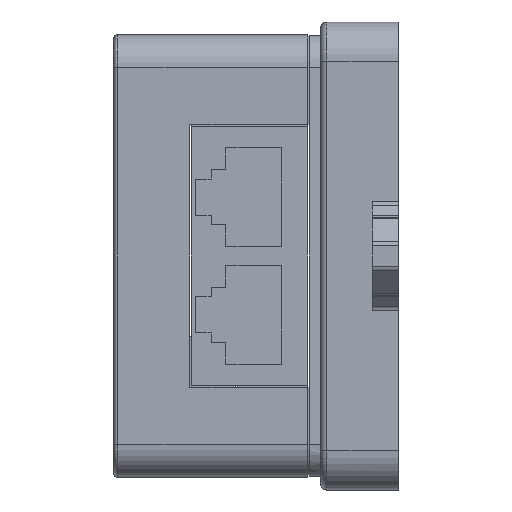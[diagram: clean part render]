
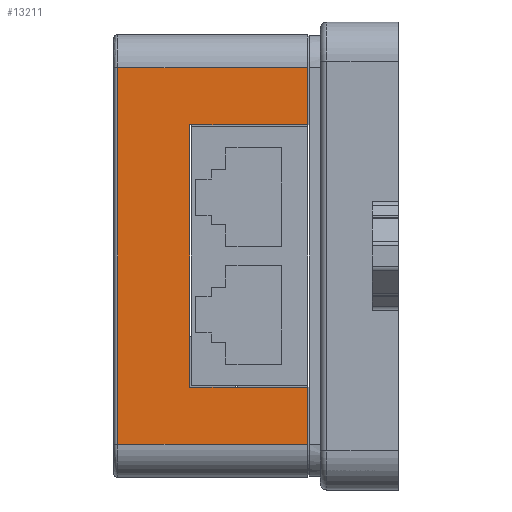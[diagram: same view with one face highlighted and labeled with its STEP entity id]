
A CAD part, left-side view. The second image highlights one B-rep face of the part: STEP entity #13211.
In plain terms, the highlighted planar face has unit normal (-1, 0, 0).
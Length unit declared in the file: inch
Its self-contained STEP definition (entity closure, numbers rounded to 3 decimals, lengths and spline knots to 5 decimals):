
#117 = VECTOR ( 'NONE', #32745, 39.37008 ) ;
#572 = VERTEX_POINT ( 'NONE', #36501 ) ;
#621 = EDGE_CURVE ( 'NONE', #30134, #11343, #15083, .T. ) ;
#2625 = VECTOR ( 'NONE', #13296, 39.37008 ) ;
#3987 = PLANE ( 'NONE',  #5974 ) ;
#4934 = CARTESIAN_POINT ( 'NONE',  ( -2.26378, -1.06299, 0.81496 ) ) ;
#4964 = CARTESIAN_POINT ( 'NONE',  ( -2.26378, 0.91673, 1.16142 ) ) ;
#5974 = AXIS2_PLACEMENT_3D ( 'NONE', #26866, #36831, #36407 ) ;
#6656 = ORIENTED_EDGE ( 'NONE', *, *, #40162, .T. ) ;
#7787 = EDGE_CURVE ( 'NONE', #11343, #21805, #34005, .T. ) ;
#8992 = CARTESIAN_POINT ( 'NONE',  ( -2.26378, 0.90551, 0.24803 ) ) ;
#9236 = LINE ( 'NONE', #25536, #33458 ) ;
#10129 = DIRECTION ( 'NONE',  ( 0., 0., 1. ) ) ;
#10247 = CARTESIAN_POINT ( 'NONE',  ( -2.26378, -0.62992, 0.81496 ) ) ;
#10270 = CARTESIAN_POINT ( 'NONE',  ( -2.26378, -0.90551, 1.16142 ) ) ;
#10763 = CARTESIAN_POINT ( 'NONE',  ( -2.26378, -0.90551, 0. ) ) ;
#10873 = ORIENTED_EDGE ( 'NONE', *, *, #40428, .T. ) ;
#11343 = VERTEX_POINT ( 'NONE', #24946 ) ;
#11728 = DIRECTION ( 'NONE',  ( 0., -1., 0. ) ) ;
#12687 = ORIENTED_EDGE ( 'NONE', *, *, #621, .F. ) ;
#12709 = VERTEX_POINT ( 'NONE', #38947 ) ;
#12762 = CARTESIAN_POINT ( 'NONE',  ( -2.26378, -0.62992, 0.24803 ) ) ;
#12852 = VERTEX_POINT ( 'NONE', #32346 ) ;
#13163 = VECTOR ( 'NONE', #11728, 39.37008 ) ;
#13211 = ADVANCED_FACE ( 'NONE', ( #13726 ), #3987, .T. ) ;
#13296 = DIRECTION ( 'NONE',  ( 0., -1., 0. ) ) ;
#13303 = EDGE_CURVE ( 'NONE', #26629, #572, #33230, .T. ) ;
#13726 = FACE_OUTER_BOUND ( 'NONE', #32369, .T. ) ;
#14537 = ORIENTED_EDGE ( 'NONE', *, *, #7787, .F. ) ;
#14884 = CARTESIAN_POINT ( 'NONE',  ( -2.26378, -0.62992, 0. ) ) ;
#15083 = LINE ( 'NONE', #21648, #16544 ) ;
#15872 = ORIENTED_EDGE ( 'NONE', *, *, #31555, .T. ) ;
#15992 = VECTOR ( 'NONE', #27813, 39.37008 ) ;
#16544 = VECTOR ( 'NONE', #31618, 39.37008 ) ;
#17041 = CARTESIAN_POINT ( 'NONE',  ( -2.26378, 0.62992, 0. ) ) ;
#17384 = ORIENTED_EDGE ( 'NONE', *, *, #31492, .T. ) ;
#17844 = VECTOR ( 'NONE', #10129, 39.37008 ) ;
#20207 = EDGE_CURVE ( 'NONE', #12852, #12709, #20222, .T. ) ;
#20222 = LINE ( 'NONE', #17041, #117 ) ;
#21648 = CARTESIAN_POINT ( 'NONE',  ( -2.26378, 0.90551, 0. ) ) ;
#21805 = VERTEX_POINT ( 'NONE', #10270 ) ;
#22214 = ORIENTED_EDGE ( 'NONE', *, *, #13303, .T. ) ;
#24832 = LINE ( 'NONE', #4934, #15992 ) ;
#24946 = CARTESIAN_POINT ( 'NONE',  ( -2.26378, 0.90551, 1.16142 ) ) ;
#25536 = CARTESIAN_POINT ( 'NONE',  ( -2.26378, -1.06299, 0.24803 ) ) ;
#26042 = LINE ( 'NONE', #10763, #17844 ) ;
#26629 = VERTEX_POINT ( 'NONE', #12762 ) ;
#26866 = CARTESIAN_POINT ( 'NONE',  ( -2.26378, -1.06299, 0. ) ) ;
#27075 = CARTESIAN_POINT ( 'NONE',  ( -2.26378, -1.06299, 0.24803 ) ) ;
#27813 = DIRECTION ( 'NONE',  ( 0., -1., 0. ) ) ;
#28027 = DIRECTION ( 'NONE',  ( 0., 0., -1. ) ) ;
#28936 = DIRECTION ( 'NONE',  ( 0., -1., 0. ) ) ;
#30134 = VERTEX_POINT ( 'NONE', #8992 ) ;
#31492 = EDGE_CURVE ( 'NONE', #33450, #26629, #37786, .T. ) ;
#31555 = EDGE_CURVE ( 'NONE', #12709, #33450, #24832, .T. ) ;
#31618 = DIRECTION ( 'NONE',  ( 0., 0., 1. ) ) ;
#32346 = CARTESIAN_POINT ( 'NONE',  ( -2.26378, 0.62992, 0.24803 ) ) ;
#32369 = EDGE_LOOP ( 'NONE', ( #17384, #22214, #6656, #14537, #12687, #10873, #40832, #15872 ) ) ;
#32745 = DIRECTION ( 'NONE',  ( 0., 0., 1. ) ) ;
#33230 = LINE ( 'NONE', #27075, #2625 ) ;
#33450 = VERTEX_POINT ( 'NONE', #10247 ) ;
#33458 = VECTOR ( 'NONE', #28936, 39.37008 ) ;
#34005 = LINE ( 'NONE', #4964, #13163 ) ;
#36407 = DIRECTION ( 'NONE',  ( 0., 0., 1. ) ) ;
#36501 = CARTESIAN_POINT ( 'NONE',  ( -2.26378, -0.90551, 0.24803 ) ) ;
#36831 = DIRECTION ( 'NONE',  ( -1., 0., 0. ) ) ;
#36975 = VECTOR ( 'NONE', #28027, 39.37008 ) ;
#37786 = LINE ( 'NONE', #14884, #36975 ) ;
#38947 = CARTESIAN_POINT ( 'NONE',  ( -2.26378, 0.62992, 0.81496 ) ) ;
#40162 = EDGE_CURVE ( 'NONE', #572, #21805, #26042, .T. ) ;
#40428 = EDGE_CURVE ( 'NONE', #30134, #12852, #9236, .T. ) ;
#40832 = ORIENTED_EDGE ( 'NONE', *, *, #20207, .T. ) ;
